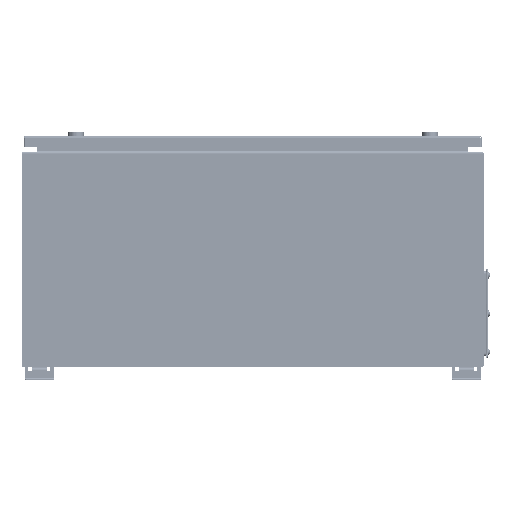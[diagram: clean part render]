
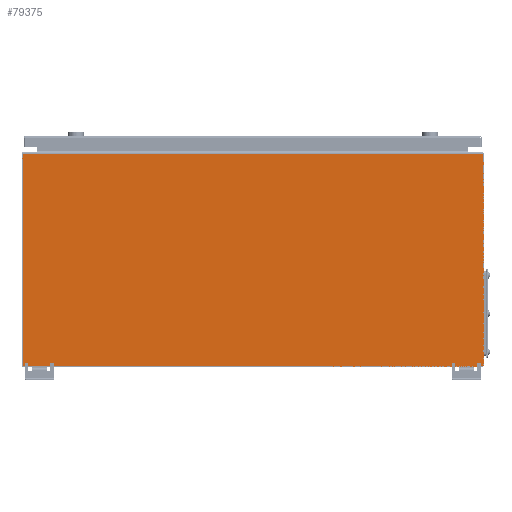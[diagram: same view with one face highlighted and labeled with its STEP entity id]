
A CAD part, left-side view. The second image highlights one B-rep face of the part: STEP entity #79375.
In plain terms, the highlighted planar face has unit normal (-1, 0, 0).
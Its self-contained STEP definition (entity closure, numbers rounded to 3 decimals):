
#3090 = CARTESIAN_POINT ( 'NONE',  ( -1.5, 400., 183.5 ) ) ;
#4242 = VERTEX_POINT ( 'NONE', #9991 ) ;
#4686 = DIRECTION ( 'NONE',  ( -1., 0., 0. ) ) ;
#8232 = EDGE_LOOP ( 'NONE', ( #20948, #81438, #59689, #59325, #9406, #43214 ) ) ;
#9067 = DIRECTION ( 'NONE',  ( -1., 0., 0. ) ) ;
#9406 = ORIENTED_EDGE ( 'NONE', *, *, #35307, .F. ) ;
#9653 = LINE ( 'NONE', #15605, #18082 ) ;
#9991 = CARTESIAN_POINT ( 'NONE',  ( -1.5, -400., 183.5 ) ) ;
#11996 = LINE ( 'NONE', #37393, #77651 ) ;
#12015 = CARTESIAN_POINT ( 'NONE',  ( -1.5, 400., -183.5 ) ) ;
#12410 = DIRECTION ( 'NONE',  ( 0., 0., 1. ) ) ;
#14370 = VECTOR ( 'NONE', #42491, 1000. ) ;
#14595 = DIRECTION ( 'NONE',  ( 0., 0., 1. ) ) ;
#15605 = CARTESIAN_POINT ( 'NONE',  ( -1.5, -400., 186.5 ) ) ;
#15826 = EDGE_CURVE ( 'NONE', #46490, #58301, #40825, .T. ) ;
#17800 = DIRECTION ( 'NONE',  ( 0., 0., 1. ) ) ;
#18082 = VECTOR ( 'NONE', #23596, 1000. ) ;
#20556 = AXIS2_PLACEMENT_3D ( 'NONE', #61850, #29652, #37264 ) ;
#20948 = ORIENTED_EDGE ( 'NONE', *, *, #62675, .F. ) ;
#23596 = DIRECTION ( 'NONE',  ( 0., 0., -1. ) ) ;
#27691 = CARTESIAN_POINT ( 'NONE',  ( -1.5, 397., -183.5 ) ) ;
#28280 = AXIS2_PLACEMENT_3D ( 'NONE', #27691, #9067, #14595 ) ;
#29652 = DIRECTION ( 'NONE',  ( -1., 0., 0. ) ) ;
#29988 = CARTESIAN_POINT ( 'NONE',  ( -1.5, -397., -186.5 ) ) ;
#34304 = DIRECTION ( 'NONE',  ( 0., 1., 0. ) ) ;
#35307 = EDGE_CURVE ( 'NONE', #76258, #67373, #11996, .T. ) ;
#37264 = DIRECTION ( 'NONE',  ( 0., 0., 1. ) ) ;
#37393 = CARTESIAN_POINT ( 'NONE',  ( -1.5, 400., 186.5 ) ) ;
#40255 = LINE ( 'NONE', #61403, #52225 ) ;
#40623 = EDGE_CURVE ( 'NONE', #76258, #78990, #72828, .T. ) ;
#40825 = CIRCLE ( 'NONE', #20556, 3. ) ;
#42491 = DIRECTION ( 'NONE',  ( 0., 1., 0. ) ) ;
#43214 = ORIENTED_EDGE ( 'NONE', *, *, #40623, .T. ) ;
#46490 = VERTEX_POINT ( 'NONE', #29988 ) ;
#47147 = CARTESIAN_POINT ( 'NONE',  ( -1.5, -400., -183.5 ) ) ;
#49782 = EDGE_CURVE ( 'NONE', #4242, #58301, #9653, .T. ) ;
#52225 = VECTOR ( 'NONE', #34304, 1000. ) ;
#52369 = AXIS2_PLACEMENT_3D ( 'NONE', #82422, #4686, #17800 ) ;
#53324 = EDGE_CURVE ( 'NONE', #4242, #67373, #75821, .T. ) ;
#58301 = VERTEX_POINT ( 'NONE', #47147 ) ;
#59325 = ORIENTED_EDGE ( 'NONE', *, *, #53324, .T. ) ;
#59689 = ORIENTED_EDGE ( 'NONE', *, *, #49782, .F. ) ;
#61403 = CARTESIAN_POINT ( 'NONE',  ( -1.5, -400., -186.5 ) ) ;
#61850 = CARTESIAN_POINT ( 'NONE',  ( -1.5, -397., -183.5 ) ) ;
#62675 = EDGE_CURVE ( 'NONE', #46490, #78990, #40255, .T. ) ;
#67373 = VERTEX_POINT ( 'NONE', #3090 ) ;
#69797 = FACE_OUTER_BOUND ( 'NONE', #8232, .T. ) ;
#72828 = CIRCLE ( 'NONE', #28280, 3. ) ;
#74467 = PLANE ( 'NONE',  #52369 ) ;
#75821 = LINE ( 'NONE', #81720, #14370 ) ;
#76258 = VERTEX_POINT ( 'NONE', #12015 ) ;
#77651 = VECTOR ( 'NONE', #12410, 1000. ) ;
#78094 = CARTESIAN_POINT ( 'NONE',  ( -1.5, 397., -186.5 ) ) ;
#78990 = VERTEX_POINT ( 'NONE', #78094 ) ;
#79375 = ADVANCED_FACE ( 'NONE', ( #69797 ), #74467, .T. ) ;
#81438 = ORIENTED_EDGE ( 'NONE', *, *, #15826, .T. ) ;
#81720 = CARTESIAN_POINT ( 'NONE',  ( -1.5, -400., 183.5 ) ) ;
#82422 = CARTESIAN_POINT ( 'NONE',  ( -1.5, 0., 0. ) ) ;
